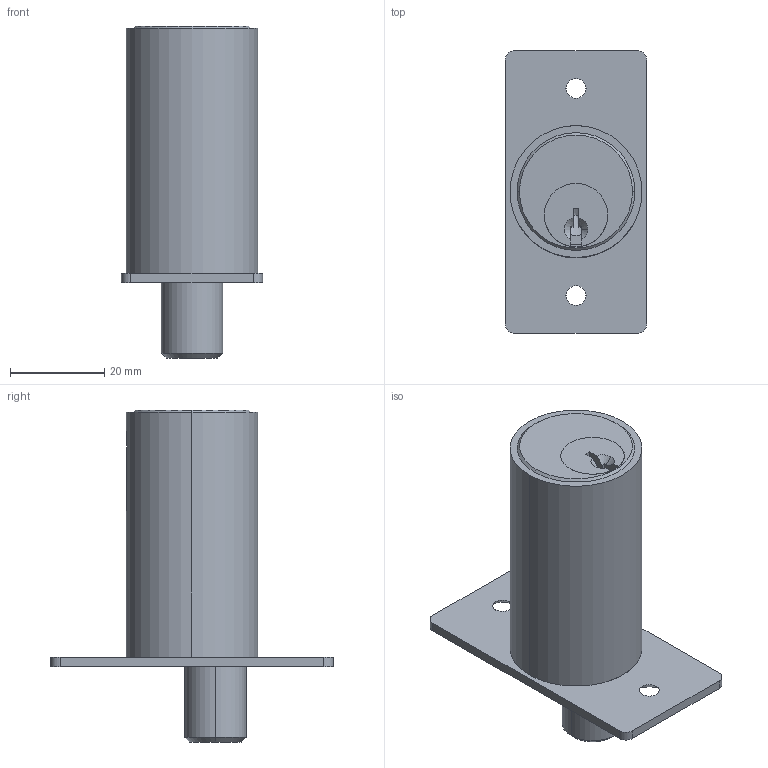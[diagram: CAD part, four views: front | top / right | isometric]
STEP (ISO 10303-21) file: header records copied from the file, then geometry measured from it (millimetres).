
FILE_DESCRIPTION (( 'STEP AP203' ), '1' );
FILE_NAME ('C-109-3.STEP', '2017-07-28T06:41:33', ( '' ), ( '' ), 'SwSTEP 2.0', 'SolidWorks 2014', '' );
FILE_SCHEMA (( 'CONFIG_CONTROL_DESIGN' ));
Length unit declared in the file: millimetre
Products named in the file (11): C-109-3_ローターエンド; C-109-3; C-109-3_取付座; C-109-3_シリンダー; 廫帤寠晅嶮偹偠M3_M3亊L8; C-109-3_外筒; C-109-3_ノックピン;A; C-109-3_ローター; 廫帤寠晅嶮偹偠M3_M3亊L10; C-109-3_インナー; C-109-3_ストッパー
Assembly tree (11 placements, depth 2):
  C-109-3
    C-109-3_シリンダー
    C-109-3_ローター
    C-109-3_ローターエンド
    C-109-3_外筒
    C-109-3_インナー
    C-109-3_取付座
    C-109-3_ノックピン;A
    C-109-3_ストッパー
    廫帤寠晅嶮偹偠M3_M3亊L8
    廫帤寠晅嶮偹偠M3_M3亊L10  x2
Bounding box: 30 x 60 x 70.5 mm (x, y, z)
Volume: 36043 mm3; surface area: 25666.2 mm2
Topology: 11 solids, 11 shells, 248 faces, 597 edges, 380 vertices
Faces by surface type: plane 99, cylinder 90, cone 53, torus 6
Entity records: 8088 total; most frequent: CARTESIAN_POINT 1566, DIRECTION 1181, ORIENTED_EDGE 1054, EDGE_CURVE 527, AXIS2_PLACEMENT_3D 451, VERTEX_POINT 338, VECTOR 279, LINE 279
